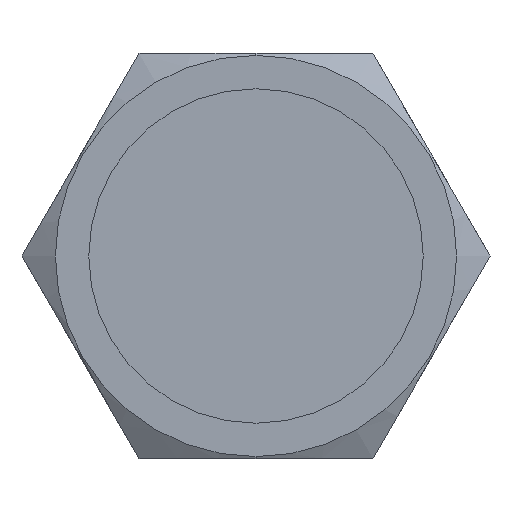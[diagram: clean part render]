
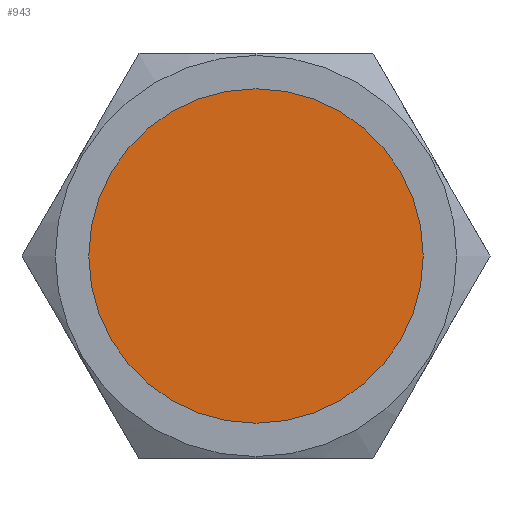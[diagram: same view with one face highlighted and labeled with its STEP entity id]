
A CAD part, front view. The second image highlights one B-rep face of the part: STEP entity #943.
In plain terms, the highlighted planar face has unit normal (0, -1, 0).
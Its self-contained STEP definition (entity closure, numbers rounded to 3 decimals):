
#17 = AXIS2_PLACEMENT_3D ( 'NONE', #22, #31, #21 ) ;
#18 = CIRCLE ( 'NONE', #17, 8.25 ) ;
#21 = DIRECTION ( 'NONE',  ( 0., 0., -1. ) ) ;
#22 = CARTESIAN_POINT ( 'NONE',  ( 0., -3., 0. ) ) ;
#31 = DIRECTION ( 'NONE',  ( 0., -1., 0. ) ) ;
#293 = FACE_OUTER_BOUND ( 'NONE', #925, .T. ) ;
#294 = DIRECTION ( 'NONE',  ( 0., -1., 0. ) ) ;
#297 = CARTESIAN_POINT ( 'NONE',  ( 0., -3., 0. ) ) ;
#306 = CARTESIAN_POINT ( 'NONE',  ( 0., -3., 0. ) ) ;
#312 = AXIS2_PLACEMENT_3D ( 'NONE', #306, #294, #318 ) ;
#314 = PLANE ( 'NONE',  #345 ) ;
#318 = DIRECTION ( 'NONE',  ( 0., 0., -1. ) ) ;
#343 = CIRCLE ( 'NONE', #312, 8.25 ) ;
#345 = AXIS2_PLACEMENT_3D ( 'NONE', #297, #352, #349 ) ;
#349 = DIRECTION ( 'NONE',  ( 0., 0., -1. ) ) ;
#352 = DIRECTION ( 'NONE',  ( 0., -1., 0. ) ) ;
#627 = VERTEX_POINT ( 'NONE', #1438 ) ;
#698 = VERTEX_POINT ( 'NONE', #1521 ) ;
#783 = EDGE_CURVE ( 'NONE', #627, #698, #18, .T. ) ;
#925 = EDGE_LOOP ( 'NONE', ( #942, #944 ) ) ;
#926 = EDGE_CURVE ( 'NONE', #698, #627, #343, .T. ) ;
#942 = ORIENTED_EDGE ( 'NONE', *, *, #926, .T. ) ;
#943 = ADVANCED_FACE ( 'NONE', ( #293 ), #314, .T. ) ;
#944 = ORIENTED_EDGE ( 'NONE', *, *, #783, .T. ) ;
#1438 = CARTESIAN_POINT ( 'NONE',  ( 0., -3., 8.25 ) ) ;
#1521 = CARTESIAN_POINT ( 'NONE',  ( 0., -3., -8.25 ) ) ;
